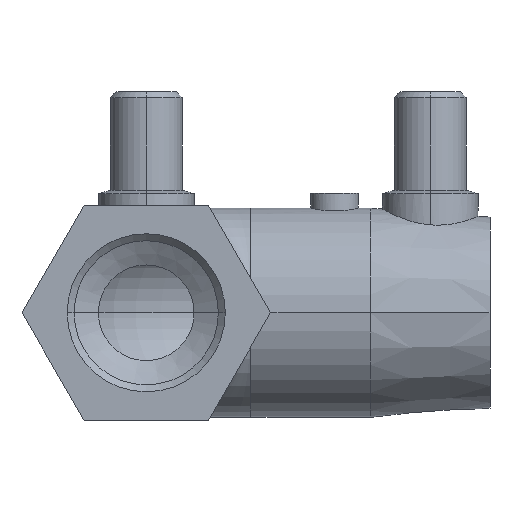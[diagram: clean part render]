
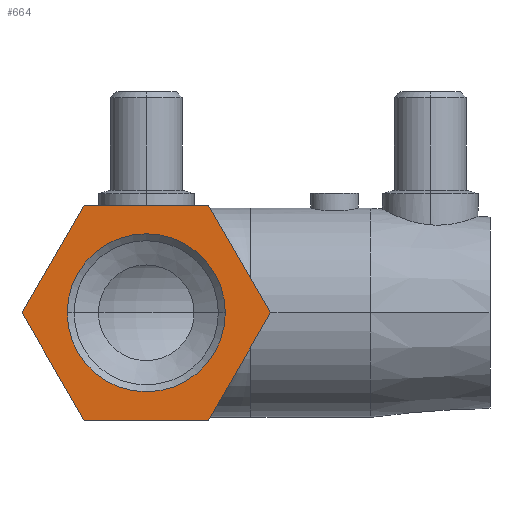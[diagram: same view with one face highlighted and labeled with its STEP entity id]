
A CAD part, front view. The second image highlights one B-rep face of the part: STEP entity #664.
In plain terms, the highlighted planar face has unit normal (0, -1, 0).
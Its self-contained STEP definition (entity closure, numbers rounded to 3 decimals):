
#418 = VERTEX_POINT( '', #1160 );
#496 = EDGE_CURVE( '', #678, #948, #1254, .T. );
#504 = EDGE_CURVE( '', #922, #418, #1264, .T. );
#510 = EDGE_CURVE( '', #830, #832, #1270, .T. );
#532 = EDGE_CURVE( '', #622, #678, #1295, .T. );
#622 = VERTEX_POINT( '', #1399 );
#660 = VERTEX_POINT( '', #1444 );
#664 = ADVANCED_FACE( '', ( #1448, #1449 ), #1450, .T. );
#678 = VERTEX_POINT( '', #1465 );
#694 = EDGE_CURVE( '', #832, #830, #1482, .T. );
#718 = EDGE_CURVE( '', #418, #660, #1510, .T. );
#830 = VERTEX_POINT( '', #1631 );
#832 = VERTEX_POINT( '', #1633 );
#856 = EDGE_CURVE( '', #660, #622, #1660, .T. );
#900 = EDGE_CURVE( '', #948, #922, #1707, .T. );
#922 = VERTEX_POINT( '', #1732 );
#948 = VERTEX_POINT( '', #1763 );
#1160 = CARTESIAN_POINT( '', ( -7.108, -97.5, 18. ) );
#1254 = LINE( '', #2268, #2269 );
#1264 = LINE( '', #2281, #2282 );
#1270 = CIRCLE( '', #2289, 13.22 );
#1295 = LINE( '', #2322, #2323 );
#1399 = CARTESIAN_POINT( '', ( -38.285, -97.5, 0. ) );
#1444 = CARTESIAN_POINT( '', ( -27.892, -97.5, 18. ) );
#1448 = FACE_BOUND( '', #2538, .T. );
#1449 = FACE_OUTER_BOUND( '', #2539, .T. );
#1450 = PLANE( '', #2540 );
#1465 = CARTESIAN_POINT( '', ( -27.892, -97.5, -18. ) );
#1482 = CIRCLE( '', #2622, 13.22 );
#1510 = LINE( '', #2655, #2656 );
#1631 = CARTESIAN_POINT( '', ( -30.72, -97.5, 0. ) );
#1633 = CARTESIAN_POINT( '', ( -4.28, -97.5, 0. ) );
#1660 = LINE( '', #2941, #2942 );
#1707 = LINE( '', #3010, #3011 );
#1732 = CARTESIAN_POINT( '', ( 3.285, -97.5, 0. ) );
#1763 = CARTESIAN_POINT( '', ( -7.108, -97.5, -18. ) );
#2268 = CARTESIAN_POINT( '', ( -19.054, -97.5, -18. ) );
#2269 = VECTOR( '', #3669, 1. );
#2281 = CARTESIAN_POINT( '', ( -6.197, -97.5, 16.423 ) );
#2282 = VECTOR( '', #3689, 1. );
#2289 = AXIS2_PLACEMENT_3D( '', #3690, #3691, #3692 );
#2322 = CARTESIAN_POINT( '', ( -32.178, -97.5, -10.577 ) );
#2323 = VECTOR( '', #3726, 1. );
#2538 = EDGE_LOOP( '', ( #3938, #3939 ) );
#2539 = EDGE_LOOP( '', ( #3940, #3941, #3942, #3943, #3944, #3945 ) );
#2540 = AXIS2_PLACEMENT_3D( '', #3946, #3947, #3948 );
#2622 = AXIS2_PLACEMENT_3D( '', #3975, #3976, #3977 );
#2655 = CARTESIAN_POINT( '', ( -29.446, -97.5, 18. ) );
#2656 = VECTOR( '', #4023, 1. );
#2941 = CARTESIAN_POINT( '', ( -37.374, -97.5, 1.577 ) );
#2942 = VECTOR( '', #4183, 1. );
#3010 = CARTESIAN_POINT( '', ( -1.001, -97.5, -7.423 ) );
#3011 = VECTOR( '', #4213, 1. );
#3669 = DIRECTION( '', ( 1., 0., 0. ) );
#3689 = DIRECTION( '', ( -0.5, 0., 0.866 ) );
#3690 = CARTESIAN_POINT( '', ( -17.5, -97.5, 0. ) );
#3691 = DIRECTION( '', ( 0., 1., 0. ) );
#3692 = DIRECTION( '', ( -1., 0., 0. ) );
#3726 = DIRECTION( '', ( 0.5, 0., -0.866 ) );
#3938 = ORIENTED_EDGE( '', *, *, #510, .T. );
#3939 = ORIENTED_EDGE( '', *, *, #694, .T. );
#3940 = ORIENTED_EDGE( '', *, *, #856, .T. );
#3941 = ORIENTED_EDGE( '', *, *, #532, .T. );
#3942 = ORIENTED_EDGE( '', *, *, #496, .T. );
#3943 = ORIENTED_EDGE( '', *, *, #900, .T. );
#3944 = ORIENTED_EDGE( '', *, *, #504, .T. );
#3945 = ORIENTED_EDGE( '', *, *, #718, .T. );
#3946 = CARTESIAN_POINT( '', ( -31., -97.5, 0. ) );
#3947 = DIRECTION( '', ( 0., -1., 0. ) );
#3948 = DIRECTION( '', ( -1., 0., 0. ) );
#3975 = CARTESIAN_POINT( '', ( -17.5, -97.5, 0. ) );
#3976 = DIRECTION( '', ( 0., 1., 0. ) );
#3977 = DIRECTION( '', ( -1., 0., 0. ) );
#4023 = DIRECTION( '', ( -1., 0., 0. ) );
#4183 = DIRECTION( '', ( -0.5, 0., -0.866 ) );
#4213 = DIRECTION( '', ( 0.5, 0., 0.866 ) );
